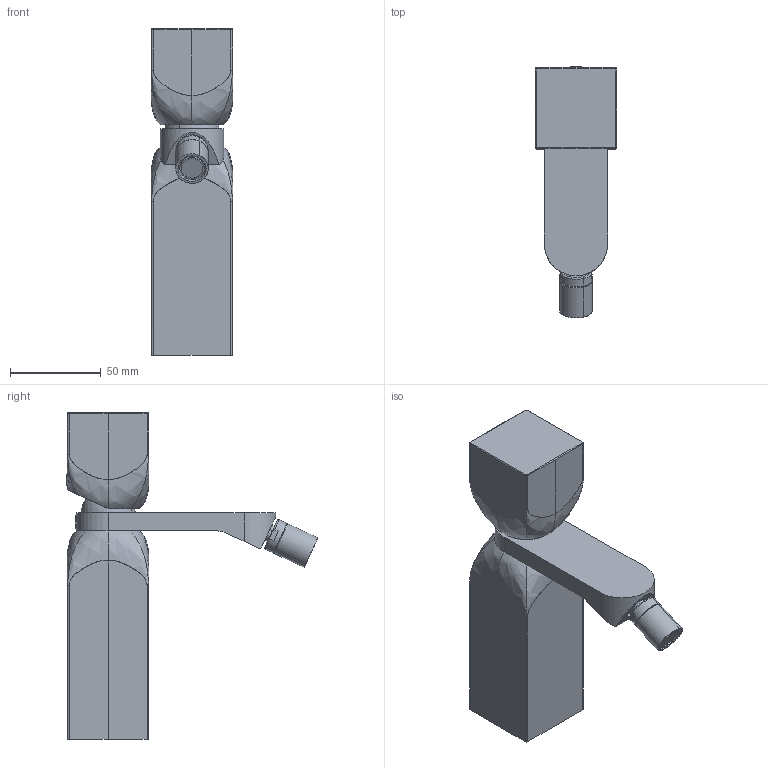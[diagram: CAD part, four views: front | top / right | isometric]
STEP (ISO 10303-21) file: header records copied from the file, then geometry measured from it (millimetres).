
FILE_DESCRIPTION(('CATIA V5 STEP Exchange','CAx-IF Rec.Pracs.--- Model Styling and Organization---1.5--- 2016-08-15','CAx-IF Rec.Pracs.---Supplemental Geometry---1.0---2011-11-01','CAx-IF Rec.Pracs.--- Composite Materials ---3.4---2017-06-13','CAx-IF Rec.Pracs.---Tessellated 3D Geometry---1.0---2015-12-17'),'2;1');
FILE_NAME('RI000554 Bidet monoforo.stp','2023-01-26T13:23:31+00:00',('none'),('none'),'CATIA Version 5-6 Release 2020 SP2','CATIA V5 STEP AP242 v2','none');
FILE_SCHEMA(('AP242_MANAGED_MODEL_BASED_3D_ENGINEERING_MIM_LF {1 0 10303 442 1 1 4}'));
Length unit declared in the file: millimetre
Products named in the file (1): RI000554_AllCATPart
Bounding box: 45.02 x 138.95 x 180.3 mm (x, y, z)
Volume: 3688.6 mm3; surface area: 45000.9 mm2
Topology: 4 solids, 98 shells, 224 faces, 826 edges, 709 vertices
Faces by surface type: cylinder 71, plane 65, bspline 32, cone 26, extrusion 16, torus 10, sphere 4
Entity records: 24313 total; most frequent: CARTESIAN_POINT 18073, ORIENTED_EDGE 1173, EDGE_CURVE 824, DIRECTION 780, VERTEX_POINT 709, AXIS2_PLACEMENT_3D 367, B_SPLINE_CURVE_WITH_KNOTS 334, VECTOR 285
